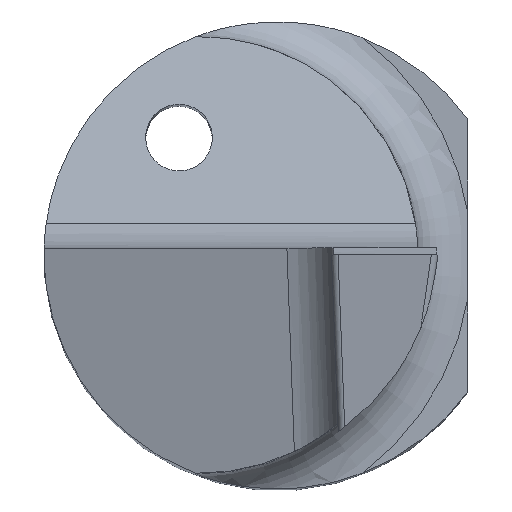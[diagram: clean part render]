
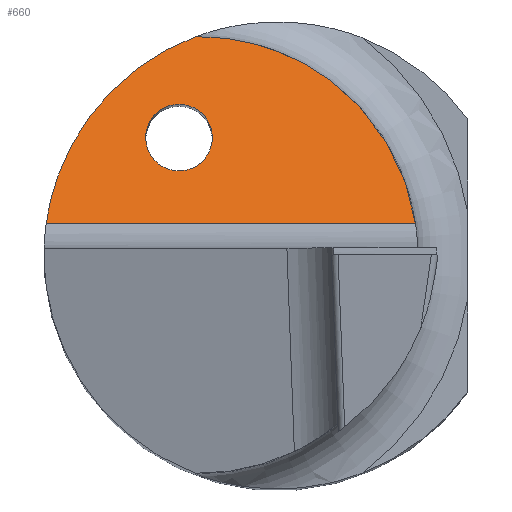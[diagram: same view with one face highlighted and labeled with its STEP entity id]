
A CAD part, top view. The second image highlights one B-rep face of the part: STEP entity #660.
In plain terms, the highlighted planar face has unit normal (0, 0.766, 0.643).
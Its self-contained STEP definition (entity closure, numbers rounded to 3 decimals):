
#43 = CARTESIAN_POINT ( 'NONE',  ( -3.289, 1.779, 17.783 ) ) ;
#46 = CARTESIAN_POINT ( 'NONE',  ( -2.478, 2.262, 17.207 ) ) ;
#87 = VERTEX_POINT ( 'NONE', #564 ) ;
#92 = CARTESIAN_POINT ( 'NONE',  ( -1.236, 3.274, 16.001 ) ) ;
#101 = CARTESIAN_POINT ( 'NONE',  ( -1.236, 3.274, 16.001 ) ) ;
#120 = ORIENTED_EDGE ( 'NONE', *, *, #681, .F. ) ;
#151 = VERTEX_POINT ( 'NONE', #854 ) ;
#170 = CARTESIAN_POINT ( 'NONE',  ( -1.236, 3.274, 16.001 ) ) ;
#180 = FACE_OUTER_BOUND ( 'NONE', #358, .T. ) ;
#215 = ORIENTED_EDGE ( 'NONE', *, *, #814, .T. ) ;
#236 = CARTESIAN_POINT ( 'NONE',  ( 2.065, 0.474, 19.338 ) ) ;
#259 = CARTESIAN_POINT ( 'NONE',  ( -0.478, 2.262, 17.207 ) ) ;
#274 = VERTEX_POINT ( 'NONE', #92 ) ;
#285 = EDGE_LOOP ( 'NONE', ( #215 ) ) ;
#293 = EDGE_CURVE ( 'NONE', #339, #274, #462, .T. ) ;
#304 = CARTESIAN_POINT ( 'NONE',  ( 5., 0.474, 19.338 ) ) ;
#339 = VERTEX_POINT ( 'NONE', #808 ) ;
#358 = EDGE_LOOP ( 'NONE', ( #768, #120, #855 ) ) ;
#408 = CARTESIAN_POINT ( 'NONE',  ( -1.478, 2.262, 17.207 ) ) ;
#452 = VECTOR ( 'NONE', #677, 1000. ) ;
#460 = PLANE ( 'NONE',  #621 ) ;
#462 =( BOUNDED_CURVE ( )  B_SPLINE_CURVE ( 3, ( #236, #499, #527, #170 ),
 .UNSPECIFIED., .F., .F. ) 
 B_SPLINE_CURVE_WITH_KNOTS ( ( 4, 4 ),
 ( 4.858, 6.302 ),
 .UNSPECIFIED. ) 
 CURVE ( )  GEOMETRIC_REPRESENTATION_ITEM ( )  RATIONAL_B_SPLINE_CURVE ( ( 1., 0.834, 0.834, 1. ) ) 
 REPRESENTATION_ITEM ( '' )  );
#485 = CARTESIAN_POINT ( 'NONE',  ( -0.478, 1.262, 18.399 ) ) ;
#499 = CARTESIAN_POINT ( 'NONE',  ( 1.815, 2.187, 17.296 ) ) ;
#507 =( BOUNDED_CURVE ( )  B_SPLINE_CURVE ( 3, ( #709, #259, #485, #541, #765, #46, #408 ),
 .UNSPECIFIED., .T., .F. ) 
 B_SPLINE_CURVE_WITH_KNOTS ( ( 4, 3, 4 ),
 ( 0., 3.142, 6.283 ),
 .UNSPECIFIED. ) 
 CURVE ( )  GEOMETRIC_REPRESENTATION_ITEM ( )  RATIONAL_B_SPLINE_CURVE ( ( 1., 0.333, 0.333, 1., 0.333, 0.333, 1. ) ) 
 REPRESENTATION_ITEM ( '' )  );
#526 = FACE_BOUND ( 'NONE', #285, .T. ) ;
#527 = CARTESIAN_POINT ( 'NONE',  ( 0.495, 3.307, 15.962 ) ) ;
#529 =( BOUNDED_CURVE ( )  B_SPLINE_CURVE ( 3, ( #101, #894, #43, #809 ),
 .UNSPECIFIED., .F., .T. ) 
 B_SPLINE_CURVE_WITH_KNOTS ( ( 4, 4 ),
 ( 0.361, 1.435 ),
 .UNSPECIFIED. ) 
 CURVE ( )  GEOMETRIC_REPRESENTATION_ITEM ( )  RATIONAL_B_SPLINE_CURVE ( ( 1., 0.906, 0.906, 1. ) ) 
 REPRESENTATION_ITEM ( '' )  );
#541 = CARTESIAN_POINT ( 'NONE',  ( -1.478, 1.262, 18.399 ) ) ;
#564 = CARTESIAN_POINT ( 'NONE',  ( -1.478, 2.262, 17.207 ) ) ;
#608 = DIRECTION ( 'NONE',  ( 0., -0.643, 0.766 ) ) ;
#621 = AXIS2_PLACEMENT_3D ( 'NONE', #304, #667, #608 ) ;
#660 = ADVANCED_FACE ( 'NONE', ( #526, #180 ), #460, .T. ) ;
#667 = DIRECTION ( 'NONE',  ( 0., 0.766, 0.643 ) ) ;
#673 = LINE ( 'NONE', #877, #452 ) ;
#677 = DIRECTION ( 'NONE',  ( -1., 0., 0. ) ) ;
#681 = EDGE_CURVE ( 'NONE', #339, #151, #673, .T. ) ;
#709 = CARTESIAN_POINT ( 'NONE',  ( -1.478, 2.262, 17.207 ) ) ;
#730 = EDGE_CURVE ( 'NONE', #274, #151, #529, .T. ) ;
#765 = CARTESIAN_POINT ( 'NONE',  ( -2.478, 1.262, 18.399 ) ) ;
#768 = ORIENTED_EDGE ( 'NONE', *, *, #730, .T. ) ;
#808 = CARTESIAN_POINT ( 'NONE',  ( 2.065, 0.474, 19.338 ) ) ;
#809 = CARTESIAN_POINT ( 'NONE',  ( -3.468, 0.474, 19.338 ) ) ;
#814 = EDGE_CURVE ( 'NONE', #87, #87, #507, .T. ) ;
#854 = CARTESIAN_POINT ( 'NONE',  ( -3.468, 0.474, 19.338 ) ) ;
#855 = ORIENTED_EDGE ( 'NONE', *, *, #293, .T. ) ;
#877 = CARTESIAN_POINT ( 'NONE',  ( 5., 0.474, 19.338 ) ) ;
#894 = CARTESIAN_POINT ( 'NONE',  ( -2.468, 2.809, 16.555 ) ) ;
